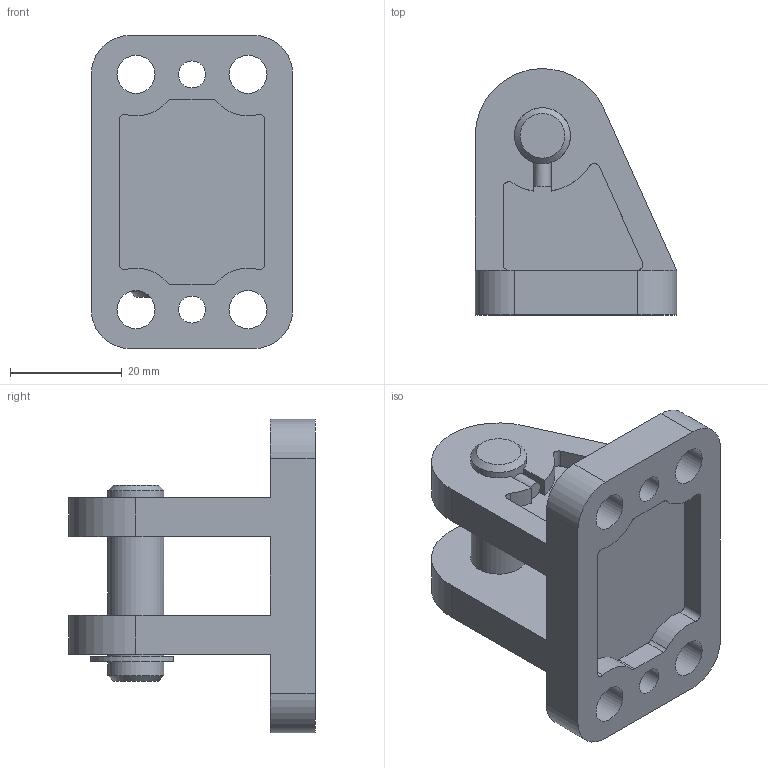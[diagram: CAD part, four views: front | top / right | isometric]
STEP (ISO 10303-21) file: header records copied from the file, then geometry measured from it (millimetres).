
FILE_DESCRIPTION(/* description */ ('STEP AP214'),/* implementation_level */ '2;1');
FILE_NAME(/* name */ '2078790_LBG-32-R3',/* time_stamp */ '2024-08-29T19:50:50+02:00',/* author */ ('License CC BY-ND 4.0'),/* organization */ ('CADENAS'),/* preprocessor_version */ 'ST-DEVELOPER v19.3',/* originating_system */ 'PARTsolutions',/* authorisation */ ' ');
FILE_SCHEMA (('AUTOMOTIVE_DESIGN {1 0 10303 214 3 1 1}'));
Length unit declared in the file: millimetre
Products named in the file (4): 2078790 LBG-32-R3; 2078790 LBG-32-R3---(L); 2027780 BO-10-026.5-D5; DIN-6799 8
Assembly tree (3 placements, depth 2):
  2078790 LBG-32-R3
    2078790 LBG-32-R3---(L)
    2027780 BO-10-026.5-D5
    DIN-6799 8
Bounding box: 36 x 43.99 x 56 mm (x, y, z)
Volume: 23972.1 mm3; surface area: 13163.5 mm2
Topology: 3 solids, 3 shells, 104 faces, 283 edges, 187 vertices
Faces by surface type: cylinder 60, plane 42, cone 2
Full cylindrical faces by diameter (mm): 3 x1, 4.8 x2, 6.8 x4, 8 x1, 10 x4
Entity records: 3376 total; most frequent: DIRECTION 604, CARTESIAN_POINT 568, ORIENTED_EDGE 532, EDGE_CURVE 266, AXIS2_PLACEMENT_3D 231, VERTEX_POINT 184, LINE 142, VECTOR 142
